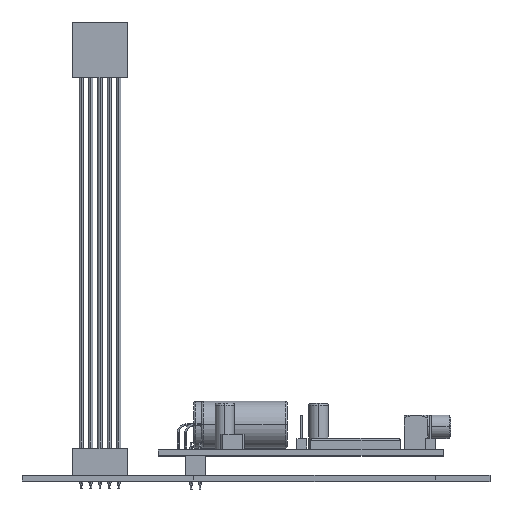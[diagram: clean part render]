
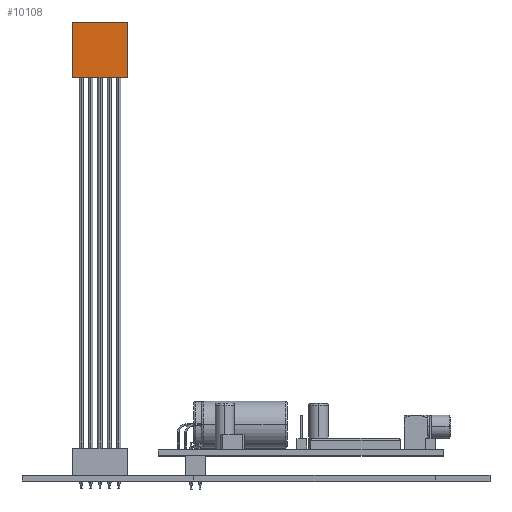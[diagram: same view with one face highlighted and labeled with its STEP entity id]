
A CAD part, top view. The second image highlights one B-rep face of the part: STEP entity #10108.
In plain terms, the highlighted planar face has unit normal (0, 0, 1).
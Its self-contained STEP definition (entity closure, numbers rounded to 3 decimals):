
#165 = DIRECTION ( 'NONE',  ( 0., 0., -1. ) ) ;
#718 = EDGE_CURVE ( 'NONE', #9359, #1651, #2101, .T. ) ;
#1051 = DIRECTION ( 'NONE',  ( -1., 0., 0. ) ) ;
#1225 = EDGE_CURVE ( 'NONE', #2628, #1974, #1824, .T. ) ;
#1379 = CARTESIAN_POINT ( 'NONE',  ( 13., 103.5, -2. ) ) ;
#1651 = VERTEX_POINT ( 'NONE', #6295 ) ;
#1709 = DIRECTION ( 'NONE',  ( 1., 0., 0. ) ) ;
#1824 = LINE ( 'NONE', #10312, #4688 ) ;
#1974 = VERTEX_POINT ( 'NONE', #1379 ) ;
#2041 = ORIENTED_EDGE ( 'NONE', *, *, #718, .F. ) ;
#2101 = LINE ( 'NONE', #7897, #5506 ) ;
#2211 = EDGE_CURVE ( 'NONE', #2628, #9359, #5956, .T. ) ;
#2520 = FACE_OUTER_BOUND ( 'NONE', #10725, .T. ) ;
#2628 = VERTEX_POINT ( 'NONE', #4969 ) ;
#2942 = AXIS2_PLACEMENT_3D ( 'NONE', #8145, #165, #1051 ) ;
#3260 = DIRECTION ( 'NONE',  ( 0., -1., 0. ) ) ;
#4478 = VECTOR ( 'NONE', #1709, 1000. ) ;
#4688 = VECTOR ( 'NONE', #3260, 1000. ) ;
#4969 = CARTESIAN_POINT ( 'NONE',  ( 13., 117.5, -2. ) ) ;
#5062 = CARTESIAN_POINT ( 'NONE',  ( 13., 117.5, -2. ) ) ;
#5190 = DIRECTION ( 'NONE',  ( 1., 0., 0. ) ) ;
#5311 = ORIENTED_EDGE ( 'NONE', *, *, #1225, .T. ) ;
#5506 = VECTOR ( 'NONE', #7826, 1000. ) ;
#5956 = LINE ( 'NONE', #5062, #4478 ) ;
#6028 = CARTESIAN_POINT ( 'NONE',  ( 13., 103.5, -2. ) ) ;
#6295 = CARTESIAN_POINT ( 'NONE',  ( 27., 103.5, -2. ) ) ;
#6412 = ORIENTED_EDGE ( 'NONE', *, *, #2211, .F. ) ;
#7337 = ORIENTED_EDGE ( 'NONE', *, *, #7967, .T. ) ;
#7826 = DIRECTION ( 'NONE',  ( 0., -1., 0. ) ) ;
#7897 = CARTESIAN_POINT ( 'NONE',  ( 27., 117.5, -2. ) ) ;
#7967 = EDGE_CURVE ( 'NONE', #1974, #1651, #8429, .T. ) ;
#8145 = CARTESIAN_POINT ( 'NONE',  ( 13., 117.5, -2. ) ) ;
#8429 = LINE ( 'NONE', #6028, #10054 ) ;
#9359 = VERTEX_POINT ( 'NONE', #9504 ) ;
#9504 = CARTESIAN_POINT ( 'NONE',  ( 27., 117.5, -2. ) ) ;
#9810 = PLANE ( 'NONE',  #2942 ) ;
#10054 = VECTOR ( 'NONE', #5190, 1000. ) ;
#10108 = ADVANCED_FACE ( 'NONE', ( #2520 ), #9810, .F. ) ;
#10312 = CARTESIAN_POINT ( 'NONE',  ( 13., 117.5, -2. ) ) ;
#10725 = EDGE_LOOP ( 'NONE', ( #7337, #2041, #6412, #5311 ) ) ;
